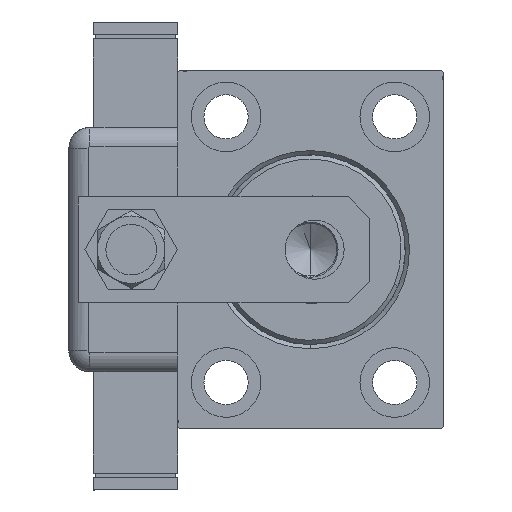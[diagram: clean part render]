
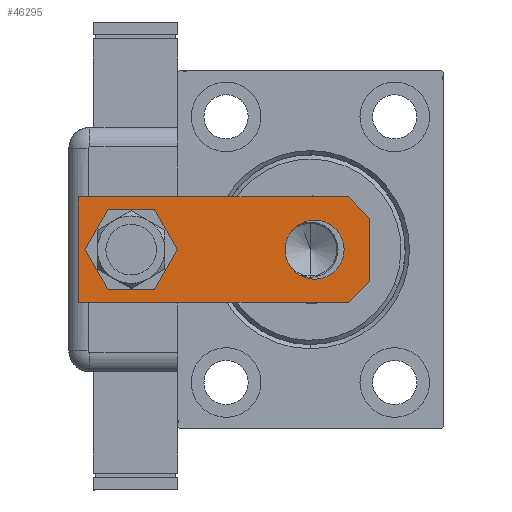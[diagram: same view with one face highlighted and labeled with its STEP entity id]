
A CAD part, left-side view. The second image highlights one B-rep face of the part: STEP entity #46295.
In plain terms, the highlighted face is planar.
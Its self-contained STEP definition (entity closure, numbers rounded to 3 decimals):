
#280 = VERTEX_POINT ( 'NONE', #4059 ) ;
#729 = ORIENTED_EDGE ( 'NONE', *, *, #35520, .T. ) ;
#1348 = LINE ( 'NONE', #25147, #12202 ) ;
#2191 = VECTOR ( 'NONE', #50023, 1000. ) ;
#3068 = EDGE_CURVE ( 'NONE', #16231, #42572, #36466, .T. ) ;
#3391 = DIRECTION ( 'NONE',  ( 1., 0., 0. ) ) ;
#3924 = CARTESIAN_POINT ( 'NONE',  ( -7.5, 0., 0. ) ) ;
#4059 = CARTESIAN_POINT ( 'NONE',  ( -7., 13., 0. ) ) ;
#5282 = ORIENTED_EDGE ( 'NONE', *, *, #23606, .T. ) ;
#5417 = AXIS2_PLACEMENT_3D ( 'NONE', #20212, #10430, #47700 ) ;
#5508 = VERTEX_POINT ( 'NONE', #50278 ) ;
#5769 = AXIS2_PLACEMENT_3D ( 'NONE', #31454, #35440, #50089 ) ;
#7598 = LINE ( 'NONE', #39960, #2191 ) ;
#7743 = VERTEX_POINT ( 'NONE', #21521 ) ;
#8119 = AXIS2_PLACEMENT_3D ( 'NONE', #20639, #52415, #48734 ) ;
#9334 = DIRECTION ( 'NONE',  ( -0.707, -0.707, 0. ) ) ;
#9462 = CARTESIAN_POINT ( 'NONE',  ( 7., 13., 0. ) ) ;
#10430 = DIRECTION ( 'NONE',  ( 0., 0., 1. ) ) ;
#10509 = DIRECTION ( 'NONE',  ( 0., 0., 1. ) ) ;
#10737 = ORIENTED_EDGE ( 'NONE', *, *, #43959, .T. ) ;
#10834 = ORIENTED_EDGE ( 'NONE', *, *, #3068, .F. ) ;
#11265 = EDGE_CURVE ( 'NONE', #21322, #18479, #7598, .T. ) ;
#12202 = VECTOR ( 'NONE', #29736, 1000. ) ;
#13402 = EDGE_CURVE ( 'NONE', #21322, #42572, #13627, .T. ) ;
#13419 = ORIENTED_EDGE ( 'NONE', *, *, #14150, .T. ) ;
#13488 = FACE_BOUND ( 'NONE', #27333, .T. ) ;
#13627 = LINE ( 'NONE', #23970, #16875 ) ;
#13786 = FACE_OUTER_BOUND ( 'NONE', #54370, .T. ) ;
#14150 = EDGE_CURVE ( 'NONE', #5508, #23637, #56904, .T. ) ;
#15061 = CARTESIAN_POINT ( 'NONE',  ( 12.5, 5., 0. ) ) ;
#16231 = VERTEX_POINT ( 'NONE', #44948 ) ;
#16875 = VECTOR ( 'NONE', #9334, 1000. ) ;
#18137 = VECTOR ( 'NONE', #56958, 1000. ) ;
#18420 = VERTEX_POINT ( 'NONE', #9462 ) ;
#18479 = VERTEX_POINT ( 'NONE', #42146 ) ;
#20152 = AXIS2_PLACEMENT_3D ( 'NONE', #50136, #55932, #45558 ) ;
#20212 = CARTESIAN_POINT ( 'NONE',  ( 0., 13., 0. ) ) ;
#20639 = CARTESIAN_POINT ( 'NONE',  ( 0., 56.5, 0. ) ) ;
#21322 = VERTEX_POINT ( 'NONE', #15061 ) ;
#21492 = CARTESIAN_POINT ( 'NONE',  ( -7., 56.5, 0. ) ) ;
#21521 = CARTESIAN_POINT ( 'NONE',  ( -12.5, 69., 0. ) ) ;
#21974 = AXIS2_PLACEMENT_3D ( 'NONE', #25160, #10509, #39512 ) ;
#22581 = EDGE_CURVE ( 'NONE', #18479, #7743, #1348, .T. ) ;
#23546 = FACE_BOUND ( 'NONE', #26851, .T. ) ;
#23606 = EDGE_CURVE ( 'NONE', #23637, #5508, #46392, .T. ) ;
#23637 = VERTEX_POINT ( 'NONE', #21492 ) ;
#23970 = CARTESIAN_POINT ( 'NONE',  ( 12.5, 5., 0. ) ) ;
#25147 = CARTESIAN_POINT ( 'NONE',  ( 12.5, 69., 0. ) ) ;
#25160 = CARTESIAN_POINT ( 'NONE',  ( 0., 56.5, 0. ) ) ;
#26851 = EDGE_LOOP ( 'NONE', ( #5282, #13419 ) ) ;
#27333 = EDGE_LOOP ( 'NONE', ( #42897, #10737 ) ) ;
#29736 = DIRECTION ( 'NONE',  ( -1., 0., 0. ) ) ;
#31454 = CARTESIAN_POINT ( 'NONE',  ( 0., 13., 0. ) ) ;
#33369 = ORIENTED_EDGE ( 'NONE', *, *, #22581, .F. ) ;
#33427 = ORIENTED_EDGE ( 'NONE', *, *, #44854, .F. ) ;
#33442 = CARTESIAN_POINT ( 'NONE',  ( -12.5, 69., 0. ) ) ;
#35440 = DIRECTION ( 'NONE',  ( 0., 0., 1. ) ) ;
#35520 = EDGE_CURVE ( 'NONE', #16231, #56635, #55218, .T. ) ;
#35894 = VECTOR ( 'NONE', #3391, 1000. ) ;
#36466 = LINE ( 'NONE', #45529, #35894 ) ;
#37296 = PLANE ( 'NONE',  #20152 ) ;
#39512 = DIRECTION ( 'NONE',  ( 1., 0., 0. ) ) ;
#39960 = CARTESIAN_POINT ( 'NONE',  ( 12.5, 0., 0. ) ) ;
#41312 = CARTESIAN_POINT ( 'NONE',  ( -12.5, 5., 0. ) ) ;
#42146 = CARTESIAN_POINT ( 'NONE',  ( 12.5, 69., 0. ) ) ;
#42572 = VERTEX_POINT ( 'NONE', #53465 ) ;
#42897 = ORIENTED_EDGE ( 'NONE', *, *, #56078, .T. ) ;
#43819 = VECTOR ( 'NONE', #45459, 1000. ) ;
#43959 = EDGE_CURVE ( 'NONE', #18420, #280, #58065, .T. ) ;
#44854 = EDGE_CURVE ( 'NONE', #7743, #56635, #52375, .T. ) ;
#44948 = CARTESIAN_POINT ( 'NONE',  ( -7.5, 0., 0. ) ) ;
#45459 = DIRECTION ( 'NONE',  ( -0.707, 0.707, 0. ) ) ;
#45529 = CARTESIAN_POINT ( 'NONE',  ( -12.5, 0., 0. ) ) ;
#45558 = DIRECTION ( 'NONE',  ( 1., 0., 0. ) ) ;
#46295 = ADVANCED_FACE ( 'NONE', ( #13786, #23546, #13488 ), #37296, .F. ) ;
#46392 = CIRCLE ( 'NONE', #21974, 7. ) ;
#47457 = ORIENTED_EDGE ( 'NONE', *, *, #11265, .F. ) ;
#47700 = DIRECTION ( 'NONE',  ( 1., 0., 0. ) ) ;
#48734 = DIRECTION ( 'NONE',  ( 1., 0., 0. ) ) ;
#50023 = DIRECTION ( 'NONE',  ( 0., 1., 0. ) ) ;
#50089 = DIRECTION ( 'NONE',  ( 1., 0., 0. ) ) ;
#50136 = CARTESIAN_POINT ( 'NONE',  ( 0., 0., 0. ) ) ;
#50278 = CARTESIAN_POINT ( 'NONE',  ( 7., 56.5, 0. ) ) ;
#51161 = ORIENTED_EDGE ( 'NONE', *, *, #13402, .T. ) ;
#52375 = LINE ( 'NONE', #33442, #18137 ) ;
#52415 = DIRECTION ( 'NONE',  ( 0., 0., 1. ) ) ;
#53465 = CARTESIAN_POINT ( 'NONE',  ( 7.5, 0., 0. ) ) ;
#54370 = EDGE_LOOP ( 'NONE', ( #10834, #729, #33427, #33369, #47457, #51161 ) ) ;
#55218 = LINE ( 'NONE', #3924, #43819 ) ;
#55932 = DIRECTION ( 'NONE',  ( 0., 0., 1. ) ) ;
#56078 = EDGE_CURVE ( 'NONE', #280, #18420, #57468, .T. ) ;
#56635 = VERTEX_POINT ( 'NONE', #41312 ) ;
#56904 = CIRCLE ( 'NONE', #8119, 7. ) ;
#56958 = DIRECTION ( 'NONE',  ( 0., -1., 0. ) ) ;
#57468 = CIRCLE ( 'NONE', #5769, 7. ) ;
#58065 = CIRCLE ( 'NONE', #5417, 7. ) ;
